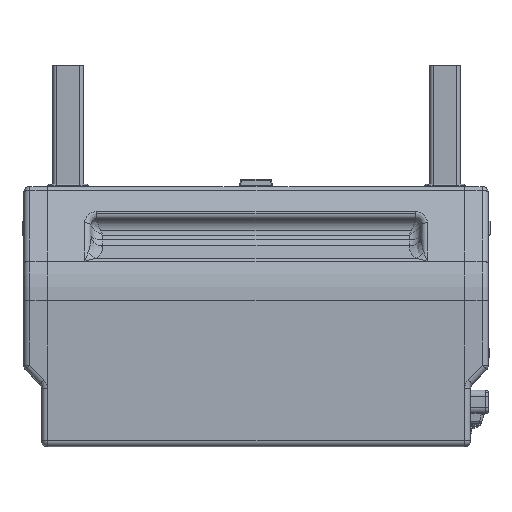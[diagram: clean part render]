
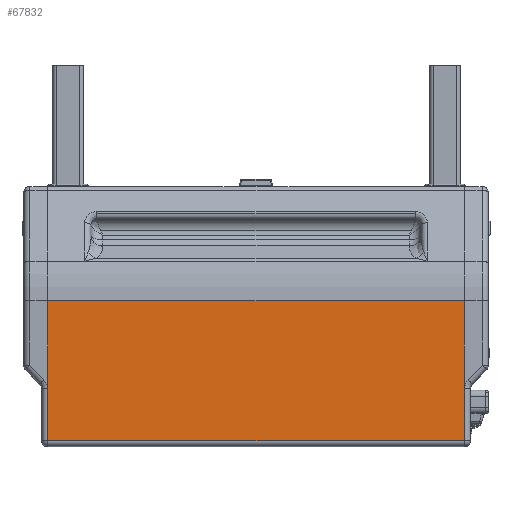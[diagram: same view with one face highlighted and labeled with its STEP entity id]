
A CAD part, top view. The second image highlights one B-rep face of the part: STEP entity #67832.
In plain terms, the highlighted planar face has unit normal (0, 0, 1).
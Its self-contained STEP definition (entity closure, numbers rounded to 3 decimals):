
#3623 = DIRECTION ( 'NONE',  ( 1., 0., 0. ) ) ;
#3640 = CARTESIAN_POINT ( 'NONE',  ( -252., 5., 90. ) ) ;
#3683 = DIRECTION ( 'NONE',  ( 0., 1., 0. ) ) ;
#3685 = CARTESIAN_POINT ( 'NONE',  ( 110.5, 0., 90. ) ) ;
#3832 = CARTESIAN_POINT ( 'NONE',  ( -232.5, 0., 90. ) ) ;
#3847 = DIRECTION ( 'NONE',  ( 1., 0., 0. ) ) ;
#3849 = DIRECTION ( 'NONE',  ( 0., -1., 0. ) ) ;
#3853 = CARTESIAN_POINT ( 'NONE',  ( -252., 120., 90. ) ) ;
#8206 = VERTEX_POINT ( 'NONE', #17268 ) ;
#8211 = VERTEX_POINT ( 'NONE', #17275 ) ;
#8219 = VERTEX_POINT ( 'NONE', #17343 ) ;
#8230 = VERTEX_POINT ( 'NONE', #17344 ) ;
#13157 = AXIS2_PLACEMENT_3D ( 'NONE', #53596, #53599, #53569 ) ;
#17268 = CARTESIAN_POINT ( 'NONE',  ( 110.5, 5., 90. ) ) ;
#17275 = CARTESIAN_POINT ( 'NONE',  ( 110.5, 120., 90. ) ) ;
#17343 = CARTESIAN_POINT ( 'NONE',  ( -232.5, 120., 90. ) ) ;
#17344 = CARTESIAN_POINT ( 'NONE',  ( -232.5, 5., 90. ) ) ;
#26083 = EDGE_CURVE ( 'NONE', #8230, #8206, #46805, .T. ) ;
#26110 = EDGE_CURVE ( 'NONE', #8206, #8211, #46867, .T. ) ;
#26147 = EDGE_CURVE ( 'NONE', #8219, #8211, #46915, .T. ) ;
#26148 = EDGE_CURVE ( 'NONE', #8219, #8230, #46892, .T. ) ;
#27121 = FACE_OUTER_BOUND ( 'NONE', #32023, .T. ) ;
#32023 = EDGE_LOOP ( 'NONE', ( #39057, #39111, #39131, #39141 ) ) ;
#39057 = ORIENTED_EDGE ( 'NONE', *, *, #26148, .T. ) ;
#39111 = ORIENTED_EDGE ( 'NONE', *, *, #26083, .T. ) ;
#39131 = ORIENTED_EDGE ( 'NONE', *, *, #26110, .T. ) ;
#39141 = ORIENTED_EDGE ( 'NONE', *, *, #26147, .F. ) ;
#46795 = VECTOR ( 'NONE', #3623, 1000. ) ;
#46805 = LINE ( 'NONE', #3640, #46795 ) ;
#46848 = VECTOR ( 'NONE', #3683, 1000. ) ;
#46867 = LINE ( 'NONE', #3685, #46848 ) ;
#46874 = VECTOR ( 'NONE', #3849, 1000. ) ;
#46892 = LINE ( 'NONE', #3832, #46874 ) ;
#46906 = VECTOR ( 'NONE', #3847, 1000. ) ;
#46915 = LINE ( 'NONE', #3853, #46906 ) ;
#53569 = DIRECTION ( 'NONE',  ( 0., -1., 0. ) ) ;
#53591 = PLANE ( 'NONE',  #13157 ) ;
#53596 = CARTESIAN_POINT ( 'NONE',  ( -252., 0., 90. ) ) ;
#53599 = DIRECTION ( 'NONE',  ( 0., 0., 1. ) ) ;
#67832 = ADVANCED_FACE ( 'NONE', ( #27121 ), #53591, .T. ) ;
